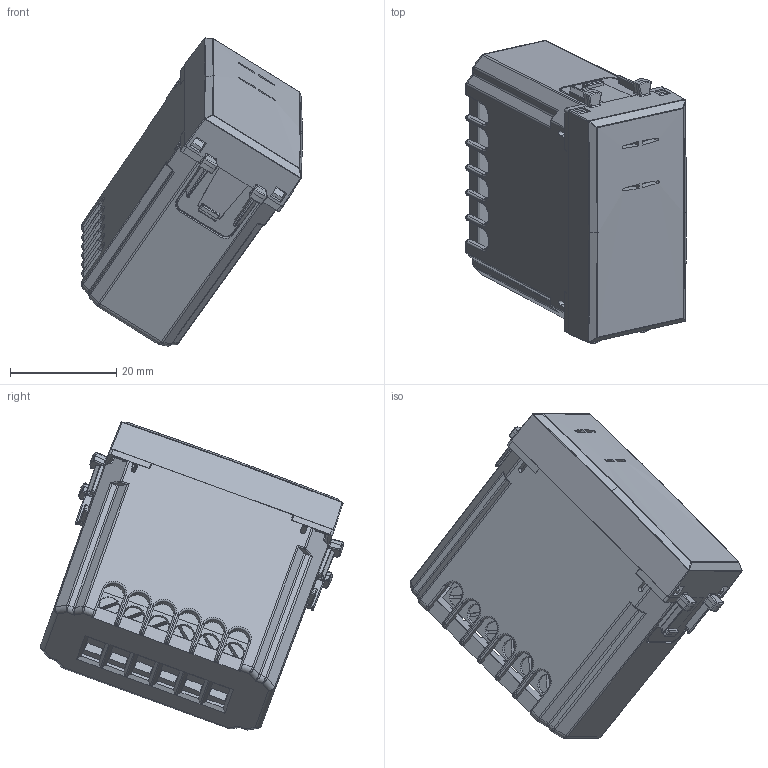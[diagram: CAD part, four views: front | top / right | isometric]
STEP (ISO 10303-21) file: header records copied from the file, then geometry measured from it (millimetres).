
FILE_DESCRIPTION(('CATIA V5 STEP Exchange'),'2;1');
FILE_NAME('443087C.stp','2024-02-27T14:42:05+00:00',('none'),('none'),'CATIA Version 5-6 Release 2016 SP6','CATIA V5 STEP AP203','none');
FILE_SCHEMA(('CONFIG_CONTROL_DESIGN'));
Products named in the file (1): 443087C
Assembly tree (5 placements, depth 2):
  443087C
    #57
    #14804
    #52140
    #53133
    #55442
Bounding box: 41.56 x 57.17 x 58.08 mm (x, y, z)
Volume: 14212.7 mm3; surface area: 20137.8 mm2
Topology: 6 solids, 6 shells, 1274 faces, 3442 edges, 2123 vertices
Faces by surface type: plane 634, cylinder 388, bspline 136, cone 56, sphere 36, torus 24
Entity records: 55465 total; most frequent: CARTESIAN_POINT 28387, ORIENTED_EDGE 6736, DIRECTION 3645, EDGE_CURVE 3368, VERTEX_POINT 2114, VECTOR 1705, LINE 1705, B_SPLINE_CURVE_WITH_KNOTS 1375
